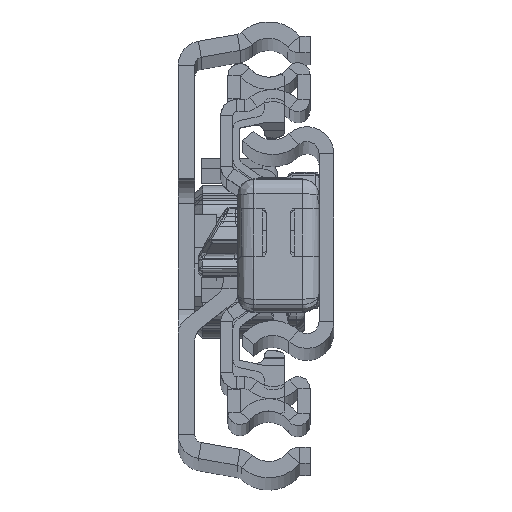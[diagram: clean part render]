
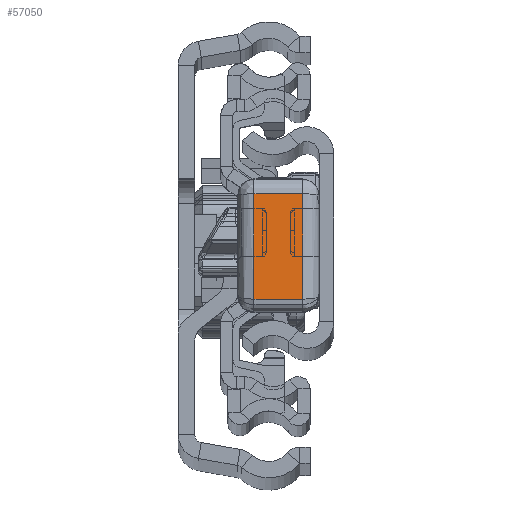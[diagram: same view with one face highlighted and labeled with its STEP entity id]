
A CAD part, top view. The second image highlights one B-rep face of the part: STEP entity #57050.
In plain terms, the highlighted face is planar.
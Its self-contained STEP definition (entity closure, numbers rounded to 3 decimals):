
#411 = LINE ( 'NONE', #15200, #3585 ) ;
#3313 = ORIENTED_EDGE ( 'NONE', *, *, #10307, .T. ) ;
#3585 = VECTOR ( 'NONE', #60849, 1000. ) ;
#4390 = EDGE_CURVE ( 'NONE', #38794, #50455, #60040, .T. ) ;
#4855 = CARTESIAN_POINT ( 'NONE',  ( 39.636, -12.609, 2. ) ) ;
#10307 = EDGE_CURVE ( 'NONE', #39185, #42776, #50843, .T. ) ;
#10917 = EDGE_CURVE ( 'NONE', #42776, #38794, #411, .T. ) ;
#11057 = CARTESIAN_POINT ( 'NONE',  ( 39.636, 0.361, 5.5 ) ) ;
#11606 = PLANE ( 'NONE',  #46448 ) ;
#11715 = DIRECTION ( 'NONE',  ( 0., 0., -1. ) ) ;
#12661 = VECTOR ( 'NONE', #11715, 1000. ) ;
#15200 = CARTESIAN_POINT ( 'NONE',  ( 39.636, 0., 2. ) ) ;
#15307 = ORIENTED_EDGE ( 'NONE', *, *, #4390, .T. ) ;
#16058 = CARTESIAN_POINT ( 'NONE',  ( 39.636, 0.361, 8. ) ) ;
#20118 = LINE ( 'NONE', #53681, #54062 ) ;
#22457 = FACE_OUTER_BOUND ( 'NONE', #51635, .T. ) ;
#31139 = VECTOR ( 'NONE', #45247, 1000. ) ;
#33690 = CARTESIAN_POINT ( 'NONE',  ( 39.636, 0.361, 2. ) ) ;
#34269 = DIRECTION ( 'NONE',  ( 0., -1., 0. ) ) ;
#38794 = VERTEX_POINT ( 'NONE', #33690 ) ;
#39185 = VERTEX_POINT ( 'NONE', #64172 ) ;
#40329 = EDGE_CURVE ( 'NONE', #50455, #39185, #20118, .T. ) ;
#41191 = DIRECTION ( 'NONE',  ( 0., 0., -1. ) ) ;
#42776 = VERTEX_POINT ( 'NONE', #4855 ) ;
#45247 = DIRECTION ( 'NONE',  ( 0., 0., 1. ) ) ;
#46190 = ORIENTED_EDGE ( 'NONE', *, *, #10917, .T. ) ;
#46448 = AXIS2_PLACEMENT_3D ( 'NONE', #46763, #62534, #41191 ) ;
#46763 = CARTESIAN_POINT ( 'NONE',  ( 39.636, 0., 5.5 ) ) ;
#48214 = ORIENTED_EDGE ( 'NONE', *, *, #40329, .T. ) ;
#50455 = VERTEX_POINT ( 'NONE', #16058 ) ;
#50843 = LINE ( 'NONE', #61661, #12661 ) ;
#51635 = EDGE_LOOP ( 'NONE', ( #46190, #15307, #48214, #3313 ) ) ;
#53681 = CARTESIAN_POINT ( 'NONE',  ( 39.636, 0., 8. ) ) ;
#54062 = VECTOR ( 'NONE', #34269, 1000. ) ;
#57050 = ADVANCED_FACE ( 'NONE', ( #22457 ), #11606, .F. ) ;
#60040 = LINE ( 'NONE', #11057, #31139 ) ;
#60849 = DIRECTION ( 'NONE',  ( 0., 1., 0. ) ) ;
#61661 = CARTESIAN_POINT ( 'NONE',  ( 39.636, -12.609, 5.5 ) ) ;
#62534 = DIRECTION ( 'NONE',  ( -1., 0., 0. ) ) ;
#64172 = CARTESIAN_POINT ( 'NONE',  ( 39.636, -12.609, 8. ) ) ;
